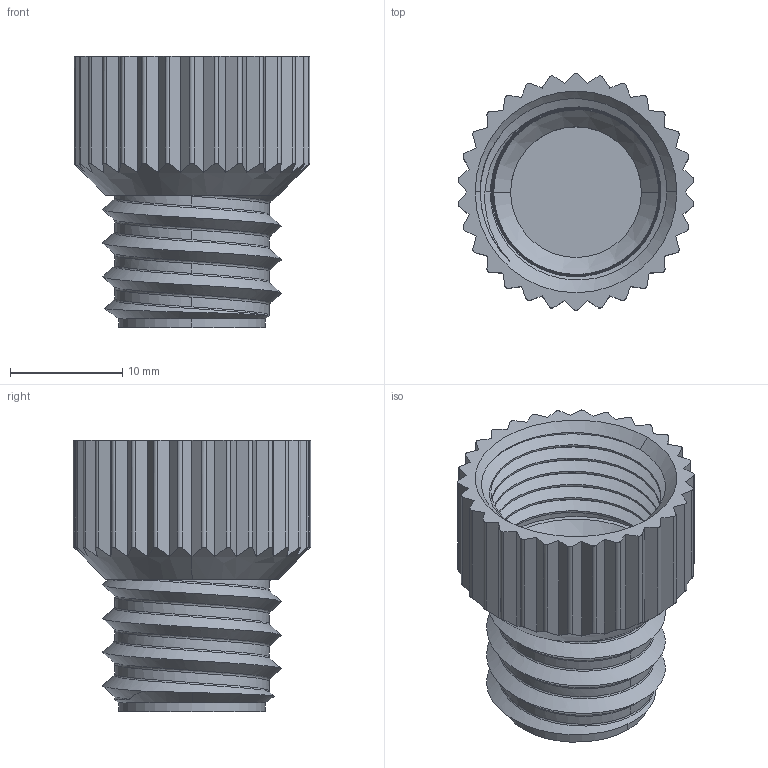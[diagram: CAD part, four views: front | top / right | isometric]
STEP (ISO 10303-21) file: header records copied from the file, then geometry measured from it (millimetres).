
FILE_DESCRIPTION (( 'STEP AP214' ), '1' );
FILE_NAME ('4WayLid_HandOperated_with threads.STEP', '2020-03-23T16:58:20', ( '' ), ( '' ), 'SwSTEP 2.0', 'SolidWorks 2019', '' );
FILE_SCHEMA (( 'AUTOMOTIVE_DESIGN' ));
Length unit declared in the file: inch
Products named in the file (1): 4WayLid_HandOperated_with threads
Bounding box: 21.06 x 21.18 x 24.2 mm (x, y, z)
Volume: 2255.3 mm3; surface area: 4699.3 mm2
Topology: 2 solids, 2 shells, 160 faces, 460 edges, 305 vertices
Faces by surface type: plane 69, cylinder 55, cone 24, bspline 12
Entity records: 17188 total; most frequent: CARTESIAN_POINT 11191, ORIENTED_EDGE 920, DIRECTION 646, EDGE_CURVE 460, VERTEX_POINT 305, AXIS2_PLACEMENT_3D 222, VECTOR 202, LINE 202
